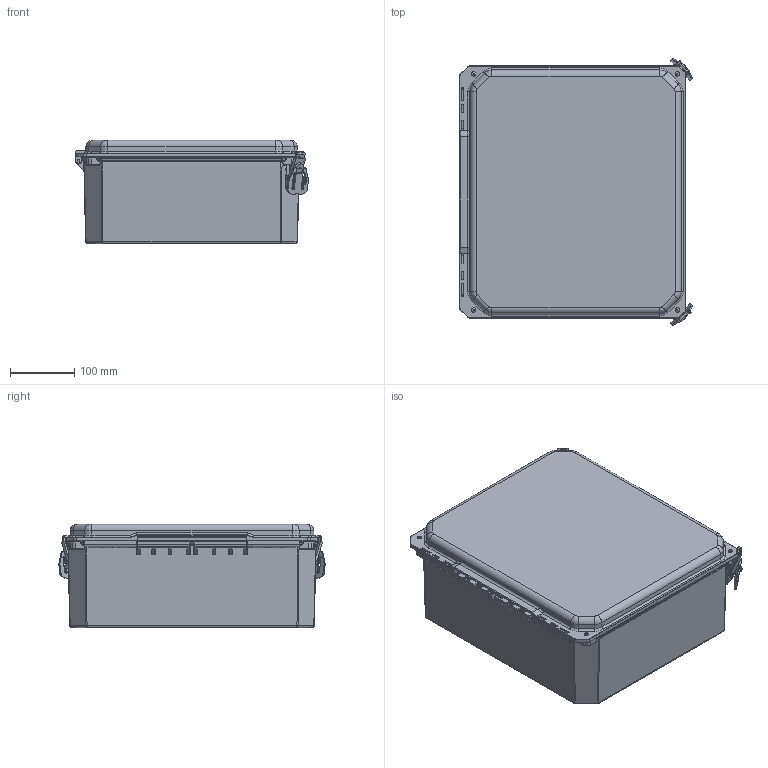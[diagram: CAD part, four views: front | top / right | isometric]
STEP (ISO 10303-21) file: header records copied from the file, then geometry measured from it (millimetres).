
FILE_DESCRIPTION(/* description */ (''),/* implementation_level */ '2;1');
FILE_NAME(/* name */ 'HW-CC141206CHTL.stp',/* time_stamp */ '2014-03-13T06:13:14-05:00',/* author */ ('pmescher'),/* organization */ (''),/* preprocessor_version */ 'ST-DEVELOPER v15.2',/* originating_system */ 'Autodesk Inventor 2014',/* authorisation */ '');
FILE_SCHEMA (('AUTOMOTIVE_DESIGN { 1 0 10303 214 3 1 1 }'));
Products named in the file (16): DS141206BOX; DSCC141206CVR; GA141206; WP1412HLU; BRASS INSERT-(; BRASS INSERT-(_1; BRASS INSERT-(_2; part2; AT40007; part1; hinge; part3; LOCKWT; RMHINGAT40006-04; DS COVER  BUSH; DSCC141206HLL_STP
Bounding box: 363.1 x 415.22 x 161.11 mm (x, y, z)
Volume: 1833554.8 mm3; surface area: 1033758.9 mm2
Topology: 31 solids, 31 shells, 2387 faces, 5772 edges, 3391 vertices
Faces by surface type: cylinder 940, plane 696, bspline 395, torus 233, cone 102, sphere 21
Full cylindrical faces by diameter (mm): 1.267 x4, 1.27 x2, 2.489 x4, 3.429 x4, 3.48 x4, 3.81 x4, 3.861 x8, 3.962 x12, 5.08 x4, 5.3 x4, 5.563 x4, 6.248 x12, 6.401 x4, 7.925 x4, 9.22 x2, 15.24 x2
Entity records: 77061 total; most frequent: CARTESIAN_POINT 27584, DIRECTION 10681, ORIENTED_EDGE 10052, EDGE_CURVE 5026, AXIS2_PLACEMENT_3D 4213, VERTEX_POINT 3016, EDGE_LOOP 2312, LINE 2255
